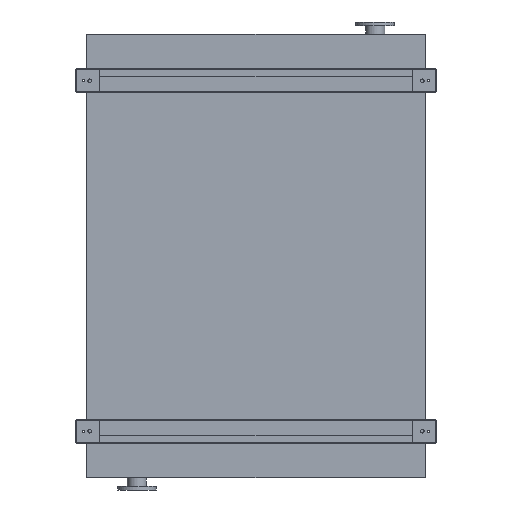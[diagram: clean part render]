
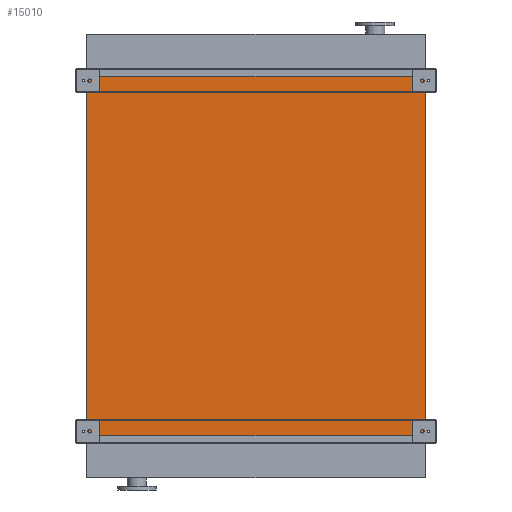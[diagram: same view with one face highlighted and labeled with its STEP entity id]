
A CAD part, front view. The second image highlights one B-rep face of the part: STEP entity #15010.
In plain terms, the highlighted planar face has unit normal (0, -1, 0).
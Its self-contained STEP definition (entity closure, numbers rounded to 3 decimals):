
#327 = CARTESIAN_POINT ( 'NONE',  ( 965., 0., -2050. ) ) ;
#492 = CARTESIAN_POINT ( 'NONE',  ( -965., 0., -2050. ) ) ;
#887 = LINE ( 'NONE', #5300, #10500 ) ;
#1219 = VECTOR ( 'NONE', #16706, 1000. ) ;
#1244 = EDGE_CURVE ( 'NONE', #3295, #14947, #6038, .T. ) ;
#2334 = DIRECTION ( 'NONE',  ( 0., -1., 0. ) ) ;
#2487 = EDGE_CURVE ( 'NONE', #22363, #14054, #887, .T. ) ;
#2568 = ORIENTED_EDGE ( 'NONE', *, *, #2487, .F. ) ;
#3295 = VERTEX_POINT ( 'NONE', #11345 ) ;
#5065 = DIRECTION ( 'NONE',  ( 0., 0., 1. ) ) ;
#5300 = CARTESIAN_POINT ( 'NONE',  ( -965., 0., 0. ) ) ;
#5652 = EDGE_CURVE ( 'NONE', #14947, #14054, #17881, .T. ) ;
#5772 = ORIENTED_EDGE ( 'NONE', *, *, #5652, .T. ) ;
#5931 = VECTOR ( 'NONE', #9559, 1000. ) ;
#6038 = LINE ( 'NONE', #13092, #1219 ) ;
#7607 = ORIENTED_EDGE ( 'NONE', *, *, #1244, .T. ) ;
#7751 = CARTESIAN_POINT ( 'NONE',  ( -965., 0., -2050. ) ) ;
#8369 = CARTESIAN_POINT ( 'NONE',  ( 965., 0., 0. ) ) ;
#9559 = DIRECTION ( 'NONE',  ( 0., 0., 1. ) ) ;
#10500 = VECTOR ( 'NONE', #12463, 1000. ) ;
#10918 = FACE_OUTER_BOUND ( 'NONE', #13380, .T. ) ;
#11345 = CARTESIAN_POINT ( 'NONE',  ( -965., 0., -2050. ) ) ;
#12463 = DIRECTION ( 'NONE',  ( 1., 0., 0. ) ) ;
#13092 = CARTESIAN_POINT ( 'NONE',  ( -965., 0., -2050. ) ) ;
#13146 = PLANE ( 'NONE',  #20007 ) ;
#13380 = EDGE_LOOP ( 'NONE', ( #2568, #19759, #7607, #5772 ) ) ;
#14054 = VERTEX_POINT ( 'NONE', #8369 ) ;
#14947 = VERTEX_POINT ( 'NONE', #327 ) ;
#14956 = DIRECTION ( 'NONE',  ( 0., 0., -1. ) ) ;
#15010 = ADVANCED_FACE ( 'NONE', ( #10918 ), #13146, .T. ) ;
#15157 = CARTESIAN_POINT ( 'NONE',  ( -965., 0., 0. ) ) ;
#16074 = LINE ( 'NONE', #7751, #5931 ) ;
#16706 = DIRECTION ( 'NONE',  ( 1., 0., 0. ) ) ;
#17314 = VECTOR ( 'NONE', #5065, 1000. ) ;
#17881 = LINE ( 'NONE', #23017, #17314 ) ;
#19759 = ORIENTED_EDGE ( 'NONE', *, *, #22287, .F. ) ;
#20007 = AXIS2_PLACEMENT_3D ( 'NONE', #492, #2334, #14956 ) ;
#22287 = EDGE_CURVE ( 'NONE', #3295, #22363, #16074, .T. ) ;
#22363 = VERTEX_POINT ( 'NONE', #15157 ) ;
#23017 = CARTESIAN_POINT ( 'NONE',  ( 965., 0., -2050. ) ) ;
